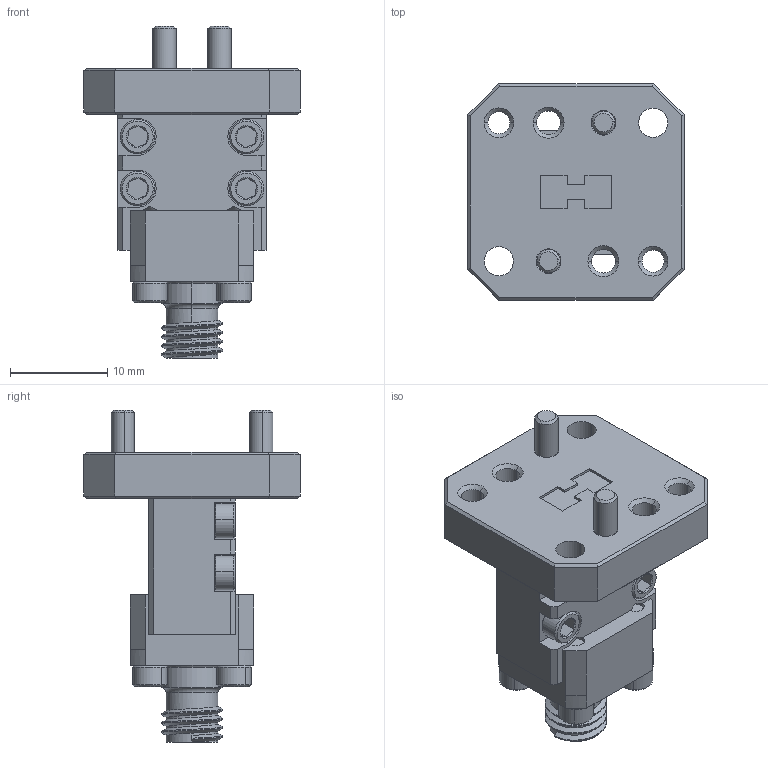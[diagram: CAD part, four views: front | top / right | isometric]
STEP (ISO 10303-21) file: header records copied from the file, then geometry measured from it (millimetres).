
FILE_DESCRIPTION (( 'STEP AP203' ), '1' );
FILE_NAME ('WC-180KE-WRD.STEP', '2022-12-15T23:47:11', ( '' ), ( '' ), 'SwSTEP 2.0', 'SolidWorks 2021', '' );
FILE_SCHEMA (( 'CONFIG_CONTROL_DESIGN' ));
Length unit declared in the file: inch
Products named in the file (1): WC-180KE-WRD
Bounding box: 22.23 x 22.23 x 34.11 mm (x, y, z)
Volume: 4876.2 mm3; surface area: 3141.9 mm2
Topology: 3 solids, 3 shells, 352 faces, 794 edges, 460 vertices
Faces by surface type: plane 164, cone 116, cylinder 65, torus 4, bspline 3
Entity records: 10444 total; most frequent: CARTESIAN_POINT 2594, DIRECTION 1648, ORIENTED_EDGE 1572, EDGE_CURVE 786, AXIS2_PLACEMENT_3D 597, VERTEX_POINT 460, LINE 454, VECTOR 454
